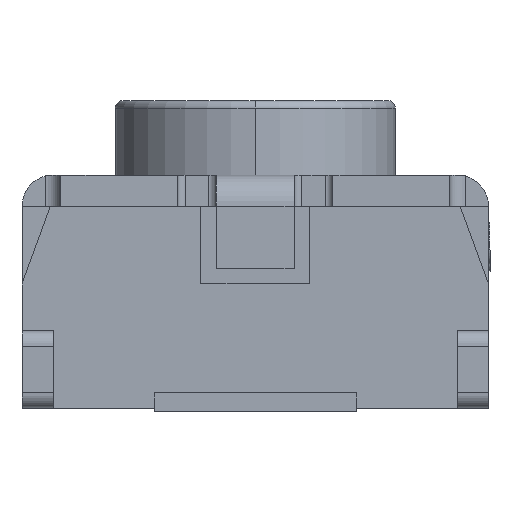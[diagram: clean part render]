
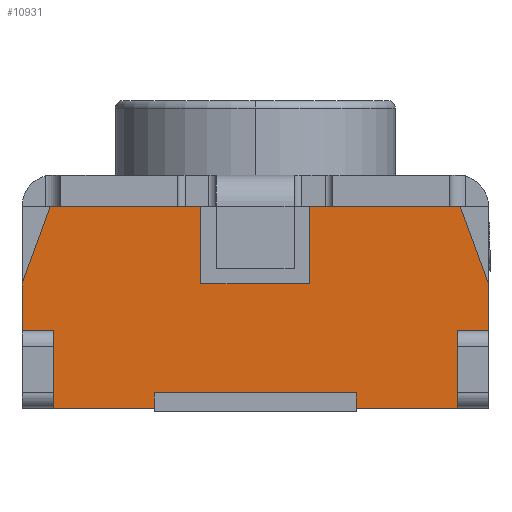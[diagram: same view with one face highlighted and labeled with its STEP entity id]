
A CAD part, left-side view. The second image highlights one B-rep face of the part: STEP entity #10931.
In plain terms, the highlighted planar face has unit normal (-1, 0, 0).
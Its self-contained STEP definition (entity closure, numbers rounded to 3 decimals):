
#3 = DIRECTION ( 'NONE',  ( 0., 0., -1. ) ) ;
#25 = ORIENTED_EDGE ( 'NONE', *, *, #13570, .F. ) ;
#440 = CARTESIAN_POINT ( 'NONE',  ( -1.95, 1.3, -0.2 ) ) ;
#557 = VECTOR ( 'NONE', #7585, 1000. ) ;
#792 = VECTOR ( 'NONE', #17745, 1000. ) ;
#911 = EDGE_CURVE ( 'NONE', #17525, #11955, #5506, .T. ) ;
#1104 = ORIENTED_EDGE ( 'NONE', *, *, #12407, .T. ) ;
#1197 = VECTOR ( 'NONE', #2756, 1000. ) ;
#1326 = CARTESIAN_POINT ( 'NONE',  ( -1.95, 0.65, -1.4 ) ) ;
#1514 = CARTESIAN_POINT ( 'NONE',  ( -1.95, 1.5, -1. ) ) ;
#1643 = CARTESIAN_POINT ( 'NONE',  ( -1.95, 1.318, -0.2 ) ) ;
#1705 = VECTOR ( 'NONE', #17728, 1000. ) ;
#1738 = VERTEX_POINT ( 'NONE', #9283 ) ;
#1955 = CARTESIAN_POINT ( 'NONE',  ( -1.95, 1.3, -0.7 ) ) ;
#2054 = CARTESIAN_POINT ( 'NONE',  ( -1.95, 0.35, -0.7 ) ) ;
#2101 = CARTESIAN_POINT ( 'NONE',  ( -1.95, 1.3, -1.5 ) ) ;
#2131 = CARTESIAN_POINT ( 'NONE',  ( -1.95, -1.5, -1. ) ) ;
#2313 = VECTOR ( 'NONE', #16958, 1000. ) ;
#2756 = DIRECTION ( 'NONE',  ( 0., -1., 0. ) ) ;
#2829 = VECTOR ( 'NONE', #16989, 1000. ) ;
#3020 = DIRECTION ( 'NONE',  ( 0., 0., 1. ) ) ;
#3050 = CARTESIAN_POINT ( 'NONE',  ( -1.95, 1.3, -1.5 ) ) ;
#3064 = CARTESIAN_POINT ( 'NONE',  ( -1.95, -1.5, -0.7 ) ) ;
#3238 = ORIENTED_EDGE ( 'NONE', *, *, #8313, .T. ) ;
#3248 = CARTESIAN_POINT ( 'NONE',  ( -1.95, -0.35, -0.7 ) ) ;
#3263 = VECTOR ( 'NONE', #5524, 1000. ) ;
#3320 = CARTESIAN_POINT ( 'NONE',  ( -1.95, 1.5, -0.7 ) ) ;
#3454 = LINE ( 'NONE', #4823, #6321 ) ;
#3480 = LINE ( 'NONE', #13244, #557 ) ;
#3852 = CARTESIAN_POINT ( 'NONE',  ( -1.95, 1.3, -0.7 ) ) ;
#3905 = CARTESIAN_POINT ( 'NONE',  ( -1.95, -1.3, -1. ) ) ;
#4089 = ORIENTED_EDGE ( 'NONE', *, *, #4535, .T. ) ;
#4094 = VECTOR ( 'NONE', #12793, 1000. ) ;
#4108 = ORIENTED_EDGE ( 'NONE', *, *, #12952, .T. ) ;
#4320 = VECTOR ( 'NONE', #17699, 1000. ) ;
#4417 = ORIENTED_EDGE ( 'NONE', *, *, #15509, .T. ) ;
#4535 = EDGE_CURVE ( 'NONE', #6492, #15809, #9288, .T. ) ;
#4663 = ORIENTED_EDGE ( 'NONE', *, *, #14575, .T. ) ;
#4672 = VERTEX_POINT ( 'NONE', #15179 ) ;
#4823 = CARTESIAN_POINT ( 'NONE',  ( -1.95, -0.35, -0.2 ) ) ;
#4860 = ORIENTED_EDGE ( 'NONE', *, *, #16981, .T. ) ;
#5234 = ORIENTED_EDGE ( 'NONE', *, *, #14463, .T. ) ;
#5506 = LINE ( 'NONE', #15253, #13674 ) ;
#5524 = DIRECTION ( 'NONE',  ( 0., 0.342, -0.94 ) ) ;
#5546 = CARTESIAN_POINT ( 'NONE',  ( -1.95, 1.3, -1. ) ) ;
#5710 = VECTOR ( 'NONE', #3, 1000. ) ;
#5968 = ORIENTED_EDGE ( 'NONE', *, *, #14300, .T. ) ;
#6063 = VECTOR ( 'NONE', #16851, 1000. ) ;
#6132 = ORIENTED_EDGE ( 'NONE', *, *, #14065, .F. ) ;
#6321 = VECTOR ( 'NONE', #13310, 1000. ) ;
#6450 = CARTESIAN_POINT ( 'NONE',  ( -1.95, -0.65, -1.4 ) ) ;
#6492 = VERTEX_POINT ( 'NONE', #11622 ) ;
#6589 = LINE ( 'NONE', #1955, #2829 ) ;
#6627 = LINE ( 'NONE', #16276, #4320 ) ;
#6734 = PLANE ( 'NONE',  #8831 ) ;
#6782 = VERTEX_POINT ( 'NONE', #15263 ) ;
#6874 = LINE ( 'NONE', #1643, #3263 ) ;
#7047 = CARTESIAN_POINT ( 'NONE',  ( -1.95, -0.35, -0.7 ) ) ;
#7082 = DIRECTION ( 'NONE',  ( 0., 0., -1. ) ) ;
#7168 = VERTEX_POINT ( 'NONE', #3905 ) ;
#7269 = DIRECTION ( 'NONE',  ( 1., 0., 0. ) ) ;
#7440 = LINE ( 'NONE', #440, #2313 ) ;
#7455 = LINE ( 'NONE', #8575, #9617 ) ;
#7585 = DIRECTION ( 'NONE',  ( 0., 0., 1. ) ) ;
#8313 = EDGE_CURVE ( 'NONE', #9733, #11955, #13529, .T. ) ;
#8350 = LINE ( 'NONE', #7047, #6063 ) ;
#8406 = EDGE_CURVE ( 'NONE', #16369, #15897, #6589, .T. ) ;
#8441 = LINE ( 'NONE', #3064, #15421 ) ;
#8489 = VERTEX_POINT ( 'NONE', #15580 ) ;
#8575 = CARTESIAN_POINT ( 'NONE',  ( -1.95, -1.3, -0.7 ) ) ;
#8611 = DIRECTION ( 'NONE',  ( 0., 0.342, 0.94 ) ) ;
#8831 = AXIS2_PLACEMENT_3D ( 'NONE', #9660, #7269, #7082 ) ;
#9221 = LINE ( 'NONE', #13339, #1705 ) ;
#9283 = CARTESIAN_POINT ( 'NONE',  ( -1.95, -0.35, -0.2 ) ) ;
#9288 = LINE ( 'NONE', #11819, #14461 ) ;
#9346 = CARTESIAN_POINT ( 'NONE',  ( -1.95, -1.3, -1.5 ) ) ;
#9411 = DIRECTION ( 'NONE',  ( 0., 0., 1. ) ) ;
#9605 = CARTESIAN_POINT ( 'NONE',  ( -1.95, 0.65, -0.7 ) ) ;
#9617 = VECTOR ( 'NONE', #3020, 1000. ) ;
#9660 = CARTESIAN_POINT ( 'NONE',  ( -1.95, 1.3, -0.7 ) ) ;
#9721 = ORIENTED_EDGE ( 'NONE', *, *, #10163, .T. ) ;
#9733 = VERTEX_POINT ( 'NONE', #15506 ) ;
#9802 = DIRECTION ( 'NONE',  ( 0., 1., 0. ) ) ;
#9845 = CARTESIAN_POINT ( 'NONE',  ( -1.95, -1.318, -0.2 ) ) ;
#9877 = EDGE_CURVE ( 'NONE', #12505, #6782, #12051, .T. ) ;
#9971 = VERTEX_POINT ( 'NONE', #9845 ) ;
#9977 = VERTEX_POINT ( 'NONE', #2101 ) ;
#10163 = EDGE_CURVE ( 'NONE', #12106, #12505, #6874, .T. ) ;
#10751 = LINE ( 'NONE', #3852, #14284 ) ;
#10931 = ADVANCED_FACE ( 'NONE', ( #13573 ), #6734, .F. ) ;
#11622 = CARTESIAN_POINT ( 'NONE',  ( -1.95, -0.65, -1.5 ) ) ;
#11819 = CARTESIAN_POINT ( 'NONE',  ( -1.95, 1.3, -1.5 ) ) ;
#11955 = VERTEX_POINT ( 'NONE', #1326 ) ;
#12011 = DIRECTION ( 'NONE',  ( 0., -1., 0. ) ) ;
#12051 = LINE ( 'NONE', #12388, #5710 ) ;
#12105 = VERTEX_POINT ( 'NONE', #2131 ) ;
#12106 = VERTEX_POINT ( 'NONE', #15937 ) ;
#12388 = CARTESIAN_POINT ( 'NONE',  ( -1.95, 1.5, -1. ) ) ;
#12407 = EDGE_CURVE ( 'NONE', #8489, #9971, #8441, .T. ) ;
#12445 = CARTESIAN_POINT ( 'NONE',  ( -1.95, -1.5, -1. ) ) ;
#12505 = VERTEX_POINT ( 'NONE', #3320 ) ;
#12607 = LINE ( 'NONE', #3050, #4094 ) ;
#12774 = EDGE_LOOP ( 'NONE', ( #4417, #9721, #13004, #4860, #17836, #15105, #3238, #17852, #4663, #4089, #4108, #25, #6132, #1104, #5234, #14542, #17435, #5968 ) ) ;
#12793 = DIRECTION ( 'NONE',  ( 0., -1., 0. ) ) ;
#12952 = EDGE_CURVE ( 'NONE', #15809, #7168, #7455, .T. ) ;
#13004 = ORIENTED_EDGE ( 'NONE', *, *, #9877, .T. ) ;
#13244 = CARTESIAN_POINT ( 'NONE',  ( -1.95, 0.35, -0.7 ) ) ;
#13310 = DIRECTION ( 'NONE',  ( 0., 1., 0. ) ) ;
#13339 = CARTESIAN_POINT ( 'NONE',  ( -1.95, -1.5, -1. ) ) ;
#13529 = LINE ( 'NONE', #9605, #792 ) ;
#13549 = LINE ( 'NONE', #12445, #15650 ) ;
#13570 = EDGE_CURVE ( 'NONE', #12105, #7168, #9221, .T. ) ;
#13573 = FACE_OUTER_BOUND ( 'NONE', #12774, .T. ) ;
#13674 = VECTOR ( 'NONE', #9802, 1000. ) ;
#13781 = LINE ( 'NONE', #1514, #1197 ) ;
#14065 = EDGE_CURVE ( 'NONE', #8489, #12105, #13549, .T. ) ;
#14284 = VECTOR ( 'NONE', #9411, 1000. ) ;
#14300 = EDGE_CURVE ( 'NONE', #15897, #4672, #3480, .T. ) ;
#14461 = VECTOR ( 'NONE', #12011, 1000. ) ;
#14463 = EDGE_CURVE ( 'NONE', #9971, #1738, #3454, .T. ) ;
#14542 = ORIENTED_EDGE ( 'NONE', *, *, #14793, .F. ) ;
#14575 = EDGE_CURVE ( 'NONE', #17525, #6492, #6627, .T. ) ;
#14793 = EDGE_CURVE ( 'NONE', #16369, #1738, #8350, .T. ) ;
#14986 = DIRECTION ( 'NONE',  ( 0., 0., -1. ) ) ;
#15105 = ORIENTED_EDGE ( 'NONE', *, *, #15865, .T. ) ;
#15179 = CARTESIAN_POINT ( 'NONE',  ( -1.95, 0.35, -0.2 ) ) ;
#15253 = CARTESIAN_POINT ( 'NONE',  ( -1.95, 1.3, -1.4 ) ) ;
#15263 = CARTESIAN_POINT ( 'NONE',  ( -1.95, 1.5, -1. ) ) ;
#15421 = VECTOR ( 'NONE', #8611, 1000. ) ;
#15506 = CARTESIAN_POINT ( 'NONE',  ( -1.95, 0.65, -1.5 ) ) ;
#15509 = EDGE_CURVE ( 'NONE', #4672, #12106, #7440, .T. ) ;
#15580 = CARTESIAN_POINT ( 'NONE',  ( -1.95, -1.5, -0.7 ) ) ;
#15650 = VECTOR ( 'NONE', #14986, 1000. ) ;
#15809 = VERTEX_POINT ( 'NONE', #9346 ) ;
#15865 = EDGE_CURVE ( 'NONE', #9977, #9733, #12607, .T. ) ;
#15897 = VERTEX_POINT ( 'NONE', #2054 ) ;
#15937 = CARTESIAN_POINT ( 'NONE',  ( -1.95, 1.318, -0.2 ) ) ;
#16042 = EDGE_CURVE ( 'NONE', #9977, #17157, #10751, .T. ) ;
#16276 = CARTESIAN_POINT ( 'NONE',  ( -1.95, -0.65, -0.7 ) ) ;
#16369 = VERTEX_POINT ( 'NONE', #3248 ) ;
#16851 = DIRECTION ( 'NONE',  ( 0., 0., 1. ) ) ;
#16958 = DIRECTION ( 'NONE',  ( 0., 1., 0. ) ) ;
#16981 = EDGE_CURVE ( 'NONE', #6782, #17157, #13781, .T. ) ;
#16989 = DIRECTION ( 'NONE',  ( 0., 1., 0. ) ) ;
#17157 = VERTEX_POINT ( 'NONE', #5546 ) ;
#17435 = ORIENTED_EDGE ( 'NONE', *, *, #8406, .T. ) ;
#17525 = VERTEX_POINT ( 'NONE', #6450 ) ;
#17699 = DIRECTION ( 'NONE',  ( 0., 0., -1. ) ) ;
#17728 = DIRECTION ( 'NONE',  ( 0., 1., 0. ) ) ;
#17745 = DIRECTION ( 'NONE',  ( 0., 0., 1. ) ) ;
#17836 = ORIENTED_EDGE ( 'NONE', *, *, #16042, .F. ) ;
#17852 = ORIENTED_EDGE ( 'NONE', *, *, #911, .F. ) ;
